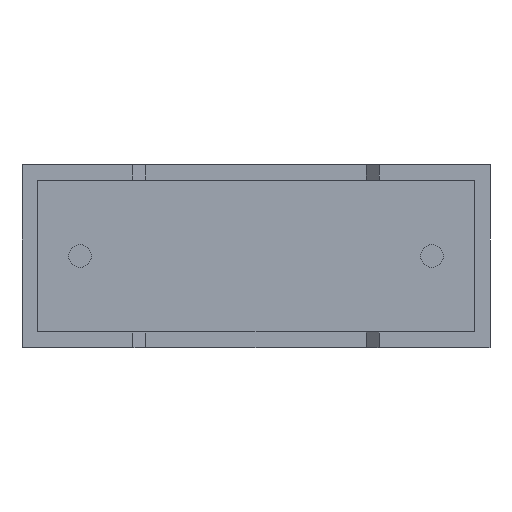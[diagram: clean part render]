
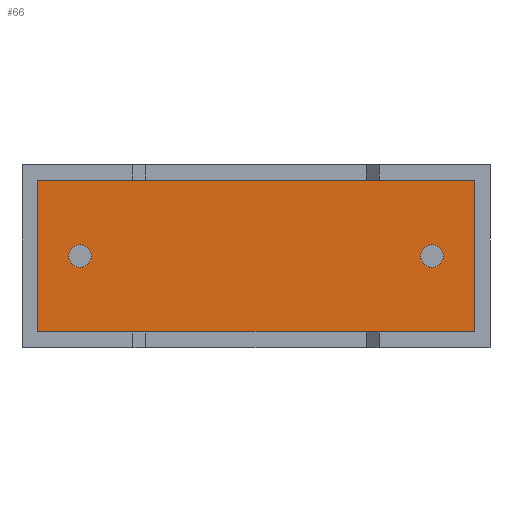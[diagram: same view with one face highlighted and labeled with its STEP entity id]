
A CAD part, front view. The second image highlights one B-rep face of the part: STEP entity #66.
In plain terms, the highlighted planar face has unit normal (0, -1, 0).
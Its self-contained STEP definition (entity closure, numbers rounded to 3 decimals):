
#18 = DIRECTION ( 'NONE',  ( 0., -1., 0. ) ) ;
#39 = CARTESIAN_POINT ( 'NONE',  ( 12.857, 0.75, 4.757 ) ) ;
#62 = VERTEX_POINT ( 'NONE', #1131 ) ;
#66 = ADVANCED_FACE ( 'NONE', ( #1149, #2087, #3035 ), #915, .T. ) ;
#248 = DIRECTION ( 'NONE',  ( 0., -1., 0. ) ) ;
#252 = EDGE_CURVE ( 'NONE', #1756, #636, #2433, .T. ) ;
#312 = EDGE_CURVE ( 'NONE', #62, #1682, #2114, .T. ) ;
#313 = EDGE_CURVE ( 'NONE', #1923, #1756, #1960, .T. ) ;
#367 = CARTESIAN_POINT ( 'NONE',  ( 1.65, 0.75, 2.275 ) ) ;
#596 = EDGE_CURVE ( 'NONE', #1433, #1041, #786, .T. ) ;
#597 = EDGE_LOOP ( 'NONE', ( #917, #1218, #1578, #2490 ) ) ;
#607 = DIRECTION ( 'NONE',  ( 0., -1., 0. ) ) ;
#636 = VERTEX_POINT ( 'NONE', #1051 ) ;
#646 = LINE ( 'NONE', #1121, #2320 ) ;
#764 = DIRECTION ( 'NONE',  ( 0., 0., 1. ) ) ;
#780 = DIRECTION ( 'NONE',  ( 0., 0., -1. ) ) ;
#786 = CIRCLE ( 'NONE', #1571, 0.325 ) ;
#816 = EDGE_CURVE ( 'NONE', #1682, #62, #2271, .T. ) ;
#853 = DIRECTION ( 'NONE',  ( -1., 0., 0. ) ) ;
#860 = EDGE_CURVE ( 'NONE', #1072, #1923, #646, .T. ) ;
#863 = ORIENTED_EDGE ( 'NONE', *, *, #596, .F. ) ;
#870 = LINE ( 'NONE', #1966, #1045 ) ;
#915 = PLANE ( 'NONE',  #1373 ) ;
#917 = ORIENTED_EDGE ( 'NONE', *, *, #2692, .T. ) ;
#1041 = VERTEX_POINT ( 'NONE', #367 ) ;
#1045 = VECTOR ( 'NONE', #780, 1000. ) ;
#1051 = CARTESIAN_POINT ( 'NONE',  ( 0.443, 0.75, 4.757 ) ) ;
#1072 = VERTEX_POINT ( 'NONE', #2285 ) ;
#1112 = CARTESIAN_POINT ( 'NONE',  ( 12.857, 0.75, 0.443 ) ) ;
#1121 = CARTESIAN_POINT ( 'NONE',  ( 0.443, 0.75, 0.443 ) ) ;
#1131 = CARTESIAN_POINT ( 'NONE',  ( 11.65, 0.75, 2.925 ) ) ;
#1135 = DIRECTION ( 'NONE',  ( 0., 0., -1. ) ) ;
#1149 = FACE_BOUND ( 'NONE', #1821, .T. ) ;
#1163 = DIRECTION ( 'NONE',  ( 0., 0., -1. ) ) ;
#1186 = AXIS2_PLACEMENT_3D ( 'NONE', #3009, #1818, #1135 ) ;
#1218 = ORIENTED_EDGE ( 'NONE', *, *, #860, .T. ) ;
#1246 = CARTESIAN_POINT ( 'NONE',  ( 11.65, 0.75, 2.6 ) ) ;
#1346 = CARTESIAN_POINT ( 'NONE',  ( 12.857, 0.75, 4.757 ) ) ;
#1373 = AXIS2_PLACEMENT_3D ( 'NONE', #1633, #18, #1163 ) ;
#1375 = DIRECTION ( 'NONE',  ( 0., 0., -1. ) ) ;
#1433 = VERTEX_POINT ( 'NONE', #2797 ) ;
#1527 = ORIENTED_EDGE ( 'NONE', *, *, #312, .F. ) ;
#1554 = DIRECTION ( 'NONE',  ( 0., 0., -1. ) ) ;
#1571 = AXIS2_PLACEMENT_3D ( 'NONE', #2891, #1703, #2907 ) ;
#1578 = ORIENTED_EDGE ( 'NONE', *, *, #313, .T. ) ;
#1625 = CIRCLE ( 'NONE', #2526, 0.325 ) ;
#1633 = CARTESIAN_POINT ( 'NONE',  ( 0., 0.75, 0. ) ) ;
#1682 = VERTEX_POINT ( 'NONE', #2552 ) ;
#1703 = DIRECTION ( 'NONE',  ( 0., -1., 0. ) ) ;
#1747 = ORIENTED_EDGE ( 'NONE', *, *, #816, .F. ) ;
#1756 = VERTEX_POINT ( 'NONE', #39 ) ;
#1818 = DIRECTION ( 'NONE',  ( 0., -1., 0. ) ) ;
#1821 = EDGE_LOOP ( 'NONE', ( #1527, #1747 ) ) ;
#1923 = VERTEX_POINT ( 'NONE', #1956 ) ;
#1956 = CARTESIAN_POINT ( 'NONE',  ( 12.857, 0.75, 0.443 ) ) ;
#1960 = LINE ( 'NONE', #1112, #2859 ) ;
#1966 = CARTESIAN_POINT ( 'NONE',  ( 0.443, 0.75, 4.757 ) ) ;
#2059 = VECTOR ( 'NONE', #853, 1000. ) ;
#2087 = FACE_OUTER_BOUND ( 'NONE', #597, .T. ) ;
#2114 = CIRCLE ( 'NONE', #3052, 0.325 ) ;
#2271 = CIRCLE ( 'NONE', #1186, 0.325 ) ;
#2285 = CARTESIAN_POINT ( 'NONE',  ( 0.443, 0.75, 0.443 ) ) ;
#2320 = VECTOR ( 'NONE', #2778, 1000. ) ;
#2433 = LINE ( 'NONE', #1346, #2059 ) ;
#2490 = ORIENTED_EDGE ( 'NONE', *, *, #252, .T. ) ;
#2526 = AXIS2_PLACEMENT_3D ( 'NONE', #2784, #248, #1375 ) ;
#2552 = CARTESIAN_POINT ( 'NONE',  ( 11.65, 0.75, 2.275 ) ) ;
#2553 = ORIENTED_EDGE ( 'NONE', *, *, #2726, .F. ) ;
#2692 = EDGE_CURVE ( 'NONE', #636, #1072, #870, .T. ) ;
#2723 = EDGE_LOOP ( 'NONE', ( #863, #2553 ) ) ;
#2726 = EDGE_CURVE ( 'NONE', #1041, #1433, #1625, .T. ) ;
#2778 = DIRECTION ( 'NONE',  ( 1., 0., 0. ) ) ;
#2784 = CARTESIAN_POINT ( 'NONE',  ( 1.65, 0.75, 2.6 ) ) ;
#2797 = CARTESIAN_POINT ( 'NONE',  ( 1.65, 0.75, 2.925 ) ) ;
#2859 = VECTOR ( 'NONE', #764, 1000. ) ;
#2891 = CARTESIAN_POINT ( 'NONE',  ( 1.65, 0.75, 2.6 ) ) ;
#2907 = DIRECTION ( 'NONE',  ( 0., 0., -1. ) ) ;
#3009 = CARTESIAN_POINT ( 'NONE',  ( 11.65, 0.75, 2.6 ) ) ;
#3035 = FACE_BOUND ( 'NONE', #2723, .T. ) ;
#3052 = AXIS2_PLACEMENT_3D ( 'NONE', #1246, #607, #1554 ) ;
